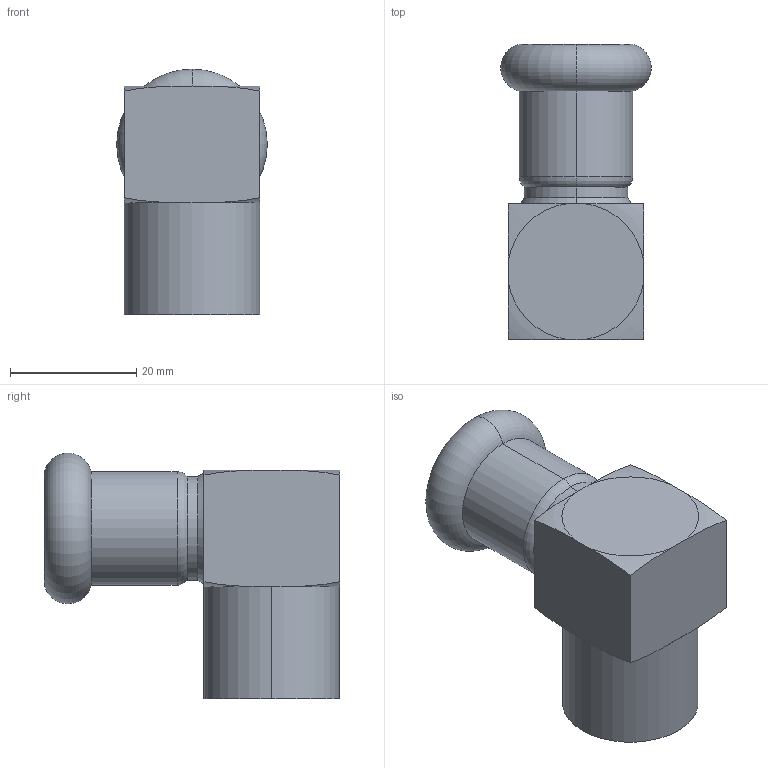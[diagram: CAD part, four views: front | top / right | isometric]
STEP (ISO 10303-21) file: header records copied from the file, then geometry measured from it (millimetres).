
FILE_DESCRIPTION (( 'STEP AP203' ), '1' );
FILE_NAME ('3D_PS731_15 x 1-2_148401080.STEP', '2024-11-21T10:21:57', ( '' ), ( '' ), 'SwSTEP 2.0', 'SolidWorks 2023', '' );
FILE_SCHEMA (( 'CONFIG_CONTROL_DESIGN' ));
Length unit declared in the file: millimetre
Products named in the file (1): 3D_PS731_15 x 1-2_148401080
Bounding box: 23.85 x 46.73 x 38.93 mm (x, y, z)
Volume: 8111.2 mm3; surface area: 8492.2 mm2
Topology: 1 solids, 1 shells, 51 faces, 119 edges, 69 vertices
Faces by surface type: cylinder 16, cone 10, plane 9, torus 8, bspline 8
Entity records: 1813 total; most frequent: CARTESIAN_POINT 610, DIRECTION 242, ORIENTED_EDGE 234, EDGE_CURVE 117, AXIS2_PLACEMENT_3D 101, VERTEX_POINT 69, CIRCLE 57, EDGE_LOOP 54
